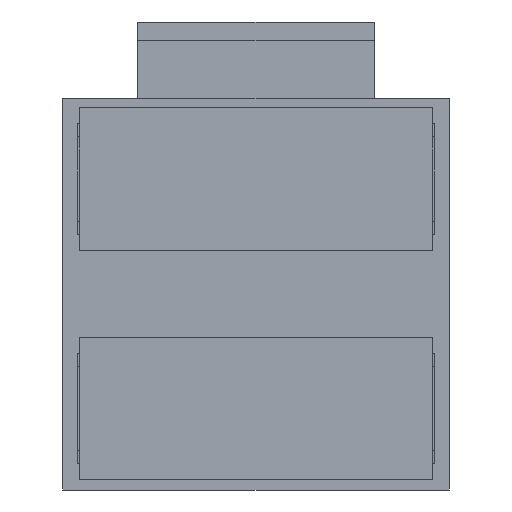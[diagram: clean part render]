
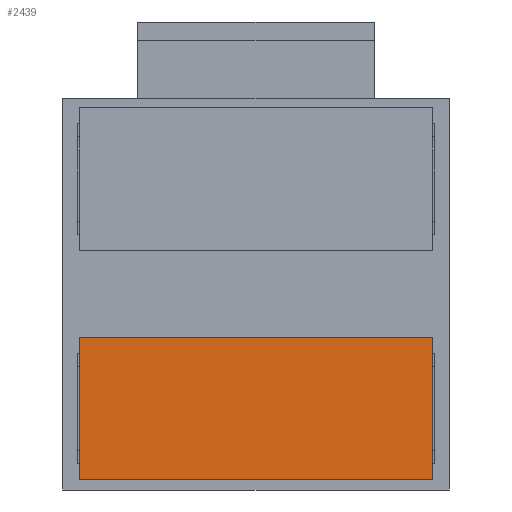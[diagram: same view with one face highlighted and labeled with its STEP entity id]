
A CAD part, front view. The second image highlights one B-rep face of the part: STEP entity #2439.
In plain terms, the highlighted planar face has unit normal (0, -1, 0).
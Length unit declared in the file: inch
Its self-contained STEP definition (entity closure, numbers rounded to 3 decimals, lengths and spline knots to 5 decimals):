
#82 = CARTESIAN_POINT ( 'NONE',  ( 0.3725, 0., -0.15 ) ) ;
#180 = ORIENTED_EDGE ( 'NONE', *, *, #1989, .F. ) ;
#557 = DIRECTION ( 'NONE',  ( -1., 0., 0. ) ) ;
#724 = EDGE_CURVE ( 'NONE', #12354, #11183, #14339, .T. ) ;
#1275 = CARTESIAN_POINT ( 'NONE',  ( -0.3725, 0., 0.15 ) ) ;
#1975 = VERTEX_POINT ( 'NONE', #7714 ) ;
#1989 = EDGE_CURVE ( 'NONE', #1975, #13089, #10148, .T. ) ;
#2439 = ADVANCED_FACE ( 'NONE', ( #12689 ), #8691, .F. ) ;
#2678 = EDGE_CURVE ( 'NONE', #11183, #1975, #4071, .T. ) ;
#4071 = LINE ( 'NONE', #9182, #7923 ) ;
#4392 = CARTESIAN_POINT ( 'NONE',  ( 0.3725, 0., 0.15 ) ) ;
#5741 = VECTOR ( 'NONE', #11403, 39.37008 ) ;
#5876 = LINE ( 'NONE', #15744, #13912 ) ;
#6819 = VECTOR ( 'NONE', #8948, 39.37008 ) ;
#7484 = CARTESIAN_POINT ( 'NONE',  ( 0.3725, 0., -0.15 ) ) ;
#7714 = CARTESIAN_POINT ( 'NONE',  ( -0.3725, 0., -0.15 ) ) ;
#7758 = CARTESIAN_POINT ( 'NONE',  ( -0.3725, 0., -0.15 ) ) ;
#7923 = VECTOR ( 'NONE', #557, 39.37008 ) ;
#8467 = CARTESIAN_POINT ( 'NONE',  ( -0.3725, 0., 0.15 ) ) ;
#8691 = PLANE ( 'NONE',  #11034 ) ;
#8856 = DIRECTION ( 'NONE',  ( 0., 0., 1. ) ) ;
#8948 = DIRECTION ( 'NONE',  ( 0., 0., 1. ) ) ;
#9182 = CARTESIAN_POINT ( 'NONE',  ( -0.3725, 0., -0.15 ) ) ;
#10148 = LINE ( 'NONE', #7758, #6819 ) ;
#11034 = AXIS2_PLACEMENT_3D ( 'NONE', #1275, #13873, #8856 ) ;
#11183 = VERTEX_POINT ( 'NONE', #7484 ) ;
#11403 = DIRECTION ( 'NONE',  ( 0., 0., -1. ) ) ;
#11599 = ORIENTED_EDGE ( 'NONE', *, *, #2678, .F. ) ;
#12354 = VERTEX_POINT ( 'NONE', #4392 ) ;
#12465 = EDGE_CURVE ( 'NONE', #13089, #12354, #5876, .T. ) ;
#12689 = FACE_OUTER_BOUND ( 'NONE', #12973, .T. ) ;
#12973 = EDGE_LOOP ( 'NONE', ( #180, #11599, #14932, #14136 ) ) ;
#13089 = VERTEX_POINT ( 'NONE', #8467 ) ;
#13873 = DIRECTION ( 'NONE',  ( 0., 1., 0. ) ) ;
#13912 = VECTOR ( 'NONE', #14544, 39.37008 ) ;
#14136 = ORIENTED_EDGE ( 'NONE', *, *, #12465, .F. ) ;
#14339 = LINE ( 'NONE', #82, #5741 ) ;
#14544 = DIRECTION ( 'NONE',  ( 1., 0., 0. ) ) ;
#14932 = ORIENTED_EDGE ( 'NONE', *, *, #724, .F. ) ;
#15744 = CARTESIAN_POINT ( 'NONE',  ( -0.3725, 0., 0.15 ) ) ;
